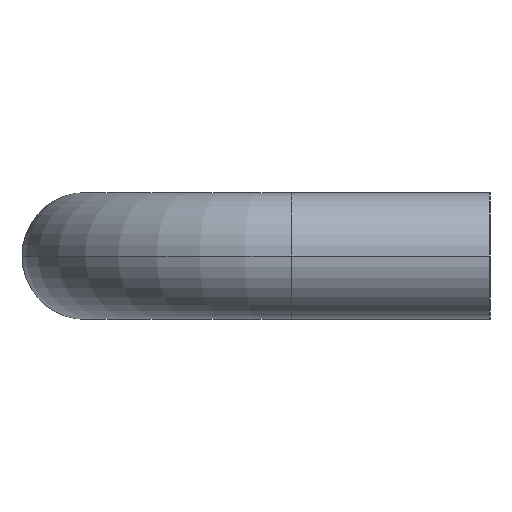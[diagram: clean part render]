
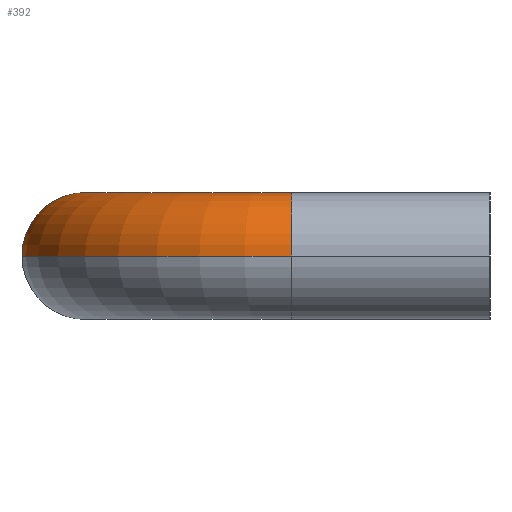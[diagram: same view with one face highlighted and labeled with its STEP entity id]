
A CAD part, left-side view. The second image highlights one B-rep face of the part: STEP entity #392.
In plain terms, the highlighted toroidal (fillet/blend) face has major radius 26 mm and minor radius 8 mm.
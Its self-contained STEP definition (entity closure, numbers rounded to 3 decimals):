
#188=VERTEX_POINT('',#499);
#228=VERTEX_POINT('',#545);
#244=EDGE_CURVE('',#274,#284,#562,.T.);
#274=VERTEX_POINT('',#599);
#284=VERTEX_POINT('',#611);
#314=EDGE_CURVE('',#188,#380,#648,.T.);
#380=VERTEX_POINT('',#722);
#382=EDGE_CURVE('',#228,#284,#724,.T.);
#392=ADVANCED_FACE('',(#734),#735,.T.);
#428=EDGE_CURVE('',#188,#274,#774,.T.);
#456=EDGE_CURVE('',#228,#380,#803,.T.);
#499=CARTESIAN_POINT('',(26.0,43.0,0.));
#545=CARTESIAN_POINT('',(-8.0,25.0,0.));
#562=CIRCLE('',#922,8.0);
#599=CARTESIAN_POINT('',(26.0,51.0,8.0));
#611=CARTESIAN_POINT('',(26.0,59.0,0.));
#648=CIRCLE('',#1028,18.0);
#722=CARTESIAN_POINT('',(8.0,25.0,0.0));
#724=CIRCLE('',#1123,34.0);
#734=FACE_OUTER_BOUND('',#1137,.T.);
#735=TOROIDAL_SURFACE('',#1138,26.0,8.0);
#774=CIRCLE('',#1193,8.0);
#803=CIRCLE('',#1234,8.0);
#922=AXIS2_PLACEMENT_3D('',#1339,#1340,#1341);
#1028=AXIS2_PLACEMENT_3D('',#1478,#1479,#1480);
#1123=AXIS2_PLACEMENT_3D('',#1575,#1576,#1577);
#1137=EDGE_LOOP('',(#1586,#1587,#1588,#1589,#1590));
#1138=AXIS2_PLACEMENT_3D('',#1591,#1592,#1593);
#1193=AXIS2_PLACEMENT_3D('',#1638,#1639,#1640);
#1234=AXIS2_PLACEMENT_3D('',#1672,#1673,#1674);
#1339=CARTESIAN_POINT('',(26.0,51.0,0.));
#1340=DIRECTION('',(-1.0,0.0,0.));
#1341=DIRECTION('',(0.0,1.0,0.0));
#1478=CARTESIAN_POINT('',(26.0,25.0,0.));
#1479=DIRECTION('',(0.,-0.0,1.0));
#1480=DIRECTION('',(-1.0,0.0,0.));
#1575=CARTESIAN_POINT('',(26.0,25.0,0.));
#1576=DIRECTION('',(0.,0.0,-1.0));
#1577=DIRECTION('',(-1.0,0.0,0.));
#1586=ORIENTED_EDGE('',*,*,#382,.F.);
#1587=ORIENTED_EDGE('',*,*,#456,.T.);
#1588=ORIENTED_EDGE('',*,*,#314,.F.);
#1589=ORIENTED_EDGE('',*,*,#428,.T.);
#1590=ORIENTED_EDGE('',*,*,#244,.T.);
#1591=CARTESIAN_POINT('',(26.0,25.0,0.));
#1592=DIRECTION('',(0.,0.0,-1.0));
#1593=DIRECTION('',(-1.0,0.0,0.));
#1638=CARTESIAN_POINT('',(26.0,51.0,0.));
#1639=DIRECTION('',(-1.0,0.0,0.));
#1640=DIRECTION('',(0.0,1.0,0.0));
#1672=CARTESIAN_POINT('',(0.0,25.0,0.0));
#1673=DIRECTION('',(-0.0,1.0,0.0));
#1674=DIRECTION('',(1.0,0.0,0.0));
